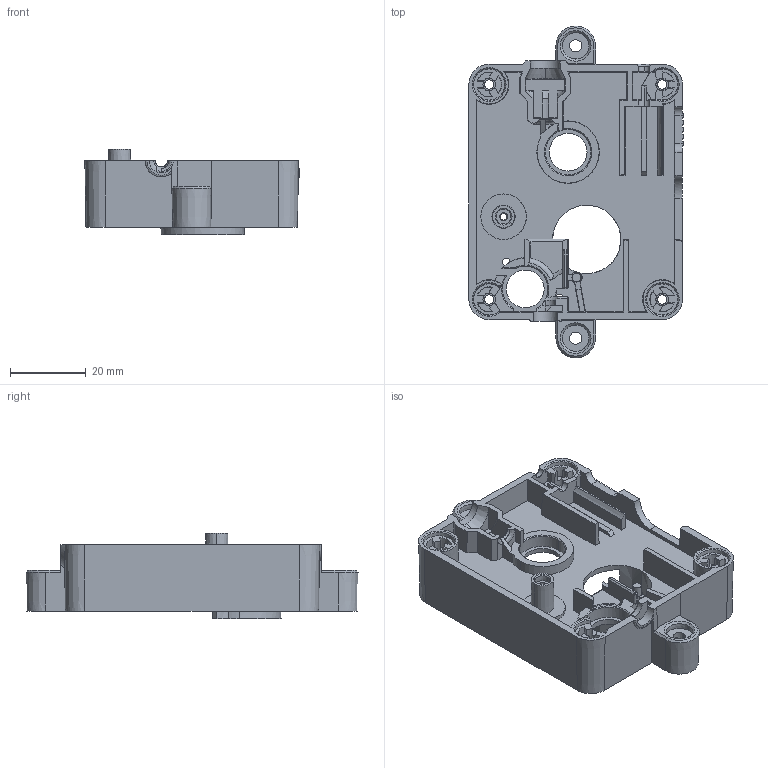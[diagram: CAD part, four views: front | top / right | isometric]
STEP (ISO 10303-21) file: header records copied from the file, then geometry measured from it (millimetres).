
FILE_DESCRIPTION (( 'STEP AP203' ), '1' );
FILE_NAME ('1963-N.STEP', '2016-09-30T06:59:37', ( '' ), ( '' ), 'SwSTEP 2.0', 'SolidWorks 2015', '' );
FILE_SCHEMA (( 'CONFIG_CONTROL_DESIGN' ));
Length unit declared in the file: millimetre
Products named in the file (1): 1963-N
Bounding box: 56.44 x 87.43 x 22.5 mm (x, y, z)
Volume: 17119.1 mm3; surface area: 20118.1 mm2
Topology: 5 solids, 5 shells, 1279 faces, 3707 edges, 2455 vertices
Faces by surface type: plane 777, cylinder 287, cone 160, bspline 54, torus 1
Entity records: 45758 total; most frequent: CARTESIAN_POINT 12149, ORIENTED_EDGE 7406, DIRECTION 6593, EDGE_CURVE 3703, VERTEX_POINT 2455, VECTOR 2453, LINE 2453, AXIS2_PLACEMENT_3D 2070
